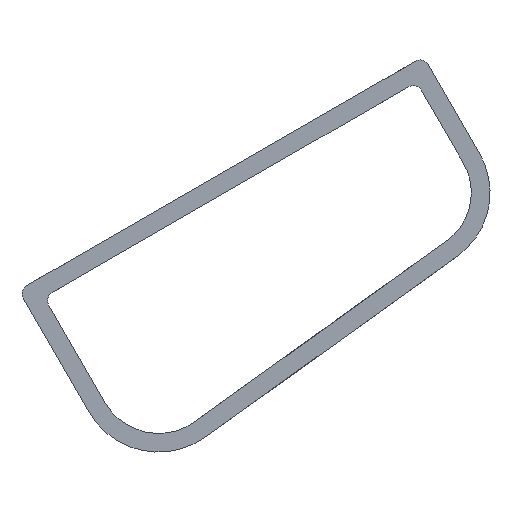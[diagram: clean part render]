
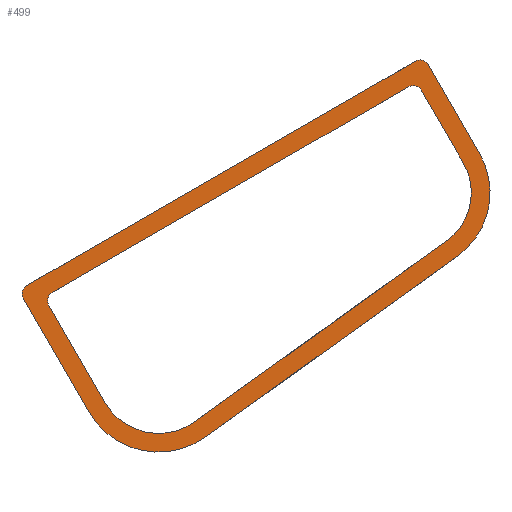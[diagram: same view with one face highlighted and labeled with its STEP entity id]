
A CAD part, left-side view. The second image highlights one B-rep face of the part: STEP entity #499.
In plain terms, the highlighted planar face has unit normal (-1, 0, 0).
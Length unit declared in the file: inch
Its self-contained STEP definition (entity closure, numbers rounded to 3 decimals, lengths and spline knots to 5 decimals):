
#16=FACE_BOUND('',#69,.T.);
#26=PLANE('',#542);
#41=FACE_OUTER_BOUND('',#68,.T.);
#68=EDGE_LOOP('',(#350,#351,#352,#353,#354,#355,#356,#357,#358,#359));
#69=EDGE_LOOP('',(#360,#361,#362,#363,#364,#365,#366,#367,#368,#369));
#103=LINE('',#749,#151);
#106=LINE('',#757,#154);
#107=LINE('',#761,#155);
#108=LINE('',#765,#156);
#109=LINE('',#769,#157);
#110=LINE('',#770,#158);
#111=LINE('',#773,#159);
#112=LINE('',#777,#160);
#113=LINE('',#781,#161);
#114=LINE('',#785,#162);
#115=LINE('',#789,#163);
#116=LINE('',#790,#164);
#151=VECTOR('',#599,0.3937);
#154=VECTOR('',#606,0.3937);
#155=VECTOR('',#609,0.3937);
#156=VECTOR('',#612,0.3937);
#157=VECTOR('',#615,0.3937);
#158=VECTOR('',#616,0.3937);
#159=VECTOR('',#617,0.3937);
#160=VECTOR('',#620,0.3937);
#161=VECTOR('',#623,0.3937);
#162=VECTOR('',#626,0.3937);
#163=VECTOR('',#629,0.3937);
#164=VECTOR('',#630,0.3937);
#198=CIRCLE('',#539,0.0625);
#200=CIRCLE('',#543,0.53896);
#201=CIRCLE('',#544,0.52131);
#202=CIRCLE('',#545,0.0625);
#203=CIRCLE('',#546,0.0625);
#204=CIRCLE('',#547,0.39631);
#205=CIRCLE('',#548,0.41396);
#206=CIRCLE('',#549,0.0625);
#223=VERTEX_POINT('',#742);
#224=VERTEX_POINT('',#744);
#225=VERTEX_POINT('',#748);
#228=VERTEX_POINT('',#756);
#229=VERTEX_POINT('',#758);
#230=VERTEX_POINT('',#760);
#231=VERTEX_POINT('',#762);
#232=VERTEX_POINT('',#764);
#233=VERTEX_POINT('',#766);
#234=VERTEX_POINT('',#768);
#235=VERTEX_POINT('',#771);
#236=VERTEX_POINT('',#772);
#237=VERTEX_POINT('',#774);
#238=VERTEX_POINT('',#776);
#239=VERTEX_POINT('',#778);
#240=VERTEX_POINT('',#780);
#241=VERTEX_POINT('',#782);
#242=VERTEX_POINT('',#784);
#243=VERTEX_POINT('',#786);
#244=VERTEX_POINT('',#788);
#271=EDGE_CURVE('',#223,#224,#198,.T.);
#273=EDGE_CURVE('',#225,#224,#103,.T.);
#277=EDGE_CURVE('',#223,#228,#106,.T.);
#278=EDGE_CURVE('',#228,#229,#200,.T.);
#279=EDGE_CURVE('',#230,#229,#107,.T.);
#280=EDGE_CURVE('',#230,#231,#201,.T.);
#281=EDGE_CURVE('',#232,#231,#108,.T.);
#282=EDGE_CURVE('',#233,#232,#202,.T.);
#283=EDGE_CURVE('',#234,#233,#109,.T.);
#284=EDGE_CURVE('',#225,#234,#110,.T.);
#285=EDGE_CURVE('',#235,#236,#111,.T.);
#286=EDGE_CURVE('',#237,#236,#203,.T.);
#287=EDGE_CURVE('',#237,#238,#112,.T.);
#288=EDGE_CURVE('',#238,#239,#204,.T.);
#289=EDGE_CURVE('',#239,#240,#113,.T.);
#290=EDGE_CURVE('',#240,#241,#205,.T.);
#291=EDGE_CURVE('',#241,#242,#114,.T.);
#292=EDGE_CURVE('',#243,#242,#206,.T.);
#293=EDGE_CURVE('',#243,#244,#115,.T.);
#294=EDGE_CURVE('',#244,#235,#116,.T.);
#350=ORIENTED_EDGE('',*,*,#271,.F.);
#351=ORIENTED_EDGE('',*,*,#277,.T.);
#352=ORIENTED_EDGE('',*,*,#278,.T.);
#353=ORIENTED_EDGE('',*,*,#279,.F.);
#354=ORIENTED_EDGE('',*,*,#280,.T.);
#355=ORIENTED_EDGE('',*,*,#281,.F.);
#356=ORIENTED_EDGE('',*,*,#282,.F.);
#357=ORIENTED_EDGE('',*,*,#283,.F.);
#358=ORIENTED_EDGE('',*,*,#284,.F.);
#359=ORIENTED_EDGE('',*,*,#273,.T.);
#360=ORIENTED_EDGE('',*,*,#285,.T.);
#361=ORIENTED_EDGE('',*,*,#286,.F.);
#362=ORIENTED_EDGE('',*,*,#287,.T.);
#363=ORIENTED_EDGE('',*,*,#288,.T.);
#364=ORIENTED_EDGE('',*,*,#289,.T.);
#365=ORIENTED_EDGE('',*,*,#290,.T.);
#366=ORIENTED_EDGE('',*,*,#291,.T.);
#367=ORIENTED_EDGE('',*,*,#292,.F.);
#368=ORIENTED_EDGE('',*,*,#293,.T.);
#369=ORIENTED_EDGE('',*,*,#294,.T.);
#499=ADVANCED_FACE('',(#41,#16),#26,.T.);
#539=AXIS2_PLACEMENT_3D('',#745,#594,#595);
#542=AXIS2_PLACEMENT_3D('',#755,#604,#605);
#543=AXIS2_PLACEMENT_3D('',#759,#607,#608);
#544=AXIS2_PLACEMENT_3D('',#763,#610,#611);
#545=AXIS2_PLACEMENT_3D('',#767,#613,#614);
#546=AXIS2_PLACEMENT_3D('',#775,#618,#619);
#547=AXIS2_PLACEMENT_3D('',#779,#621,#622);
#548=AXIS2_PLACEMENT_3D('',#783,#624,#625);
#549=AXIS2_PLACEMENT_3D('',#787,#627,#628);
#594=DIRECTION('center_axis',(1.,0.,0.));
#595=DIRECTION('ref_axis',(0.,0.966,0.259));
#599=DIRECTION('',(0.,0.866,-0.5));
#604=DIRECTION('center_axis',(-1.,0.,0.));
#605=DIRECTION('ref_axis',(0.,1.,0.));
#606=DIRECTION('',(0.,-0.5,-0.866));
#607=DIRECTION('center_axis',(-1.,0.,0.));
#608=DIRECTION('ref_axis',(0.,0.866,-0.5));
#609=DIRECTION('',(0.,0.812,-0.583));
#610=DIRECTION('center_axis',(-1.,0.,0.));
#611=DIRECTION('ref_axis',(0.,-0.583,-0.812));
#612=DIRECTION('',(0.,-0.5,-0.866));
#613=DIRECTION('center_axis',(1.,0.,0.));
#614=DIRECTION('ref_axis',(0.,-0.259,0.966));
#615=DIRECTION('',(0.,-0.866,0.5));
#616=DIRECTION('',(0.,-0.866,0.5));
#617=DIRECTION('',(0.,-0.866,0.5));
#618=DIRECTION('center_axis',(-1.,0.,0.));
#619=DIRECTION('ref_axis',(0.,-0.259,0.966));
#620=DIRECTION('',(0.,-0.5,-0.866));
#621=DIRECTION('center_axis',(1.,0.,0.));
#622=DIRECTION('ref_axis',(0.,-0.583,-0.812));
#623=DIRECTION('',(0.,0.812,-0.583));
#624=DIRECTION('center_axis',(1.,0.,0.));
#625=DIRECTION('ref_axis',(0.,0.866,-0.5));
#626=DIRECTION('',(0.,0.5,0.866));
#627=DIRECTION('center_axis',(-1.,0.,0.));
#628=DIRECTION('ref_axis',(0.,0.966,0.259));
#629=DIRECTION('',(0.,-0.866,0.5));
#630=DIRECTION('',(0.,-0.866,0.5));
#742=CARTESIAN_POINT('',(-7.0594,15.73448,1.15824));
#744=CARTESIAN_POINT('',(-7.0594,15.7116,1.24362));
#745=CARTESIAN_POINT('Origin',(-7.0594,15.68035,1.18949));
#748=CARTESIAN_POINT('',(-7.0594,15.33272,1.46237));
#749=CARTESIAN_POINT('',(-7.0594,15.4951,1.36862));
#755=CARTESIAN_POINT('Origin',(-7.0594,14.19014,1.45284));
#756=CARTESIAN_POINT('',(-7.0594,15.29698,0.40047));
#757=CARTESIAN_POINT('',(-7.0594,15.76573,1.21237));
#758=CARTESIAN_POINT('',(-7.0594,14.51593,0.23212));
#759=CARTESIAN_POINT('Origin',(-7.0594,14.83023,0.66995));
#760=CARTESIAN_POINT('',(-7.0594,12.83186,1.44102));
#761=CARTESIAN_POINT('',(-7.0594,14.17254,0.47862));
#762=CARTESIAN_POINT('',(-7.0594,12.6844,2.12517));
#763=CARTESIAN_POINT('Origin',(-7.0594,13.13587,1.86451));
#764=CARTESIAN_POINT('',(-7.0594,13.02815,2.72056));
#765=CARTESIAN_POINT('',(-7.0594,13.0594,2.77469));
#766=CARTESIAN_POINT('',(-7.0594,13.11353,2.74344));
#767=CARTESIAN_POINT('Origin',(-7.0594,13.08228,2.68931));
#768=CARTESIAN_POINT('',(-7.0594,13.49241,2.52469));
#769=CARTESIAN_POINT('',(-7.0594,13.16765,2.71219));
#770=CARTESIAN_POINT('',(-7.0594,15.33272,1.46237));
#771=CARTESIAN_POINT('',(-7.0594,13.42991,2.41643));
#772=CARTESIAN_POINT('',(-7.0594,13.15928,2.57268));
#773=CARTESIAN_POINT('',(-7.0594,13.42991,2.41643));
#774=CARTESIAN_POINT('',(-7.0594,13.0739,2.54981));
#775=CARTESIAN_POINT('Origin',(-7.0594,13.12803,2.51856));
#776=CARTESIAN_POINT('',(-7.0594,12.79265,2.06267));
#777=CARTESIAN_POINT('',(-7.0594,13.10515,2.60393));
#778=CARTESIAN_POINT('',(-7.0594,12.90476,1.54256));
#779=CARTESIAN_POINT('Origin',(-7.0594,13.13587,1.86451));
#780=CARTESIAN_POINT('',(-7.0594,14.58883,0.33366));
#781=CARTESIAN_POINT('',(-7.0594,14.58883,0.33366));
#782=CARTESIAN_POINT('',(-7.0594,15.18873,0.46297));
#783=CARTESIAN_POINT('Origin',(-7.0594,14.83023,0.66995));
#784=CARTESIAN_POINT('',(-7.0594,15.56373,1.11249));
#785=CARTESIAN_POINT('',(-7.0594,15.59498,1.16662));
#786=CARTESIAN_POINT('',(-7.0594,15.54085,1.19787));
#787=CARTESIAN_POINT('Origin',(-7.0594,15.5096,1.14374));
#788=CARTESIAN_POINT('',(-7.0594,15.27022,1.35412));
#789=CARTESIAN_POINT('',(-7.0594,15.59498,1.16662));
#790=CARTESIAN_POINT('',(-7.0594,13.42991,2.41643));
